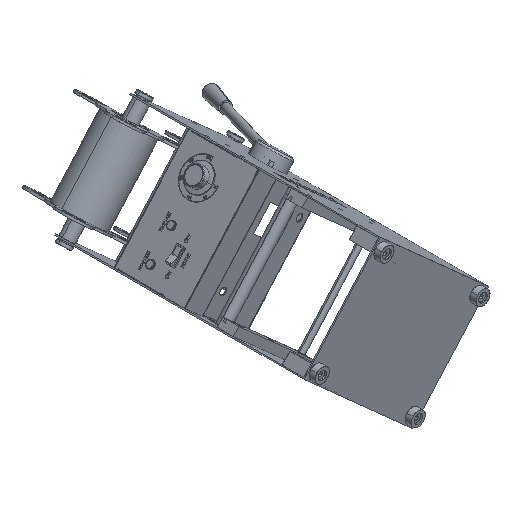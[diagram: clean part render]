
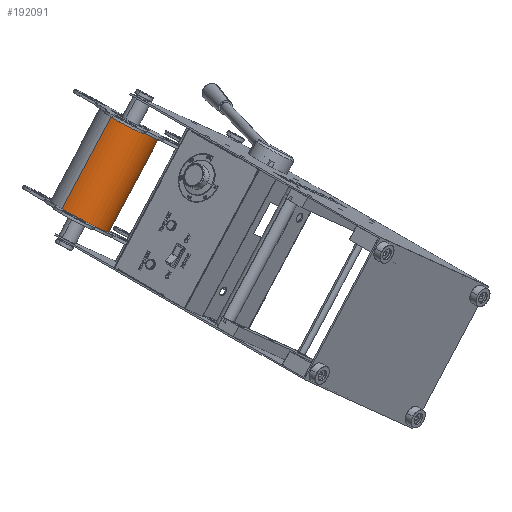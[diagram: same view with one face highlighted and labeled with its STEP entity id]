
A CAD part, isometric view. The second image highlights one B-rep face of the part: STEP entity #192091.
In plain terms, the highlighted free-form (B-spline) face has degree [2, 1] with [5, 2] control points.
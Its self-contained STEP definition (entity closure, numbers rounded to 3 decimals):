
#192091 = ADVANCED_FACE('',(#192092),#192128,.T.);
#192092 = FACE_BOUND('',#192093,.T.);
#192093 = EDGE_LOOP('',(#192094,#192106,#192113,#192123));
#192094 = ORIENTED_EDGE('',*,*,#192095,.F.);
#192095 = EDGE_CURVE('',#192096,#192098,#192100,.T.);
#192096 = VERTEX_POINT('',#192097);
#192097 = CARTESIAN_POINT('',(-27.085,316.165,
    120.709));
#192098 = VERTEX_POINT('',#192099);
#192099 = CARTESIAN_POINT('',(-103.639,316.165,
    188.977));
#192100 = ( BOUNDED_CURVE() B_SPLINE_CURVE(2,(#192101,#192102,#192103,
#192104,#192105),.UNSPECIFIED.,.F.,.F.) B_SPLINE_CURVE_WITH_KNOTS((3,2,3
    ),(0.,1.571,3.142),
.PIECEWISE_BEZIER_KNOTS.) CURVE() GEOMETRIC_REPRESENTATION_ITEM() 
RATIONAL_B_SPLINE_CURVE((1.,0.707,1.,0.707,1.)) 
REPRESENTATION_ITEM('') );
#192101 = CARTESIAN_POINT('',(-27.085,316.165,
    120.709));
#192102 = CARTESIAN_POINT('',(-27.085,264.879,
    120.709));
#192103 = CARTESIAN_POINT('',(-65.362,264.879,
    154.843));
#192104 = CARTESIAN_POINT('',(-103.639,264.879,
    188.977));
#192105 = CARTESIAN_POINT('',(-103.639,316.165,
    188.977));
#192106 = ORIENTED_EDGE('',*,*,#192107,.F.);
#192107 = EDGE_CURVE('',#192108,#192096,#192110,.T.);
#192108 = VERTEX_POINT('',#192109);
#192109 = CARTESIAN_POINT('',(-136.642,316.165,
    -2.145));
#192110 = B_SPLINE_CURVE_WITH_KNOTS('',1,(#192111,#192112),
  .UNSPECIFIED.,.F.,.F.,(2,2),(0.,134.),.PIECEWISE_BEZIER_KNOTS.);
#192111 = CARTESIAN_POINT('',(-136.642,316.165,
    -2.145));
#192112 = CARTESIAN_POINT('',(-27.085,316.165,
    120.709));
#192113 = ORIENTED_EDGE('',*,*,#192114,.F.);
#192114 = EDGE_CURVE('',#192115,#192108,#192117,.T.);
#192115 = VERTEX_POINT('',#192116);
#192116 = CARTESIAN_POINT('',(-213.196,316.165,
    66.123));
#192117 = ( BOUNDED_CURVE() B_SPLINE_CURVE(2,(#192118,#192119,#192120,
#192121,#192122),.UNSPECIFIED.,.F.,.F.) B_SPLINE_CURVE_WITH_KNOTS((3,2,3
    ),(3.142,4.712,6.283),
.PIECEWISE_BEZIER_KNOTS.) CURVE() GEOMETRIC_REPRESENTATION_ITEM() 
RATIONAL_B_SPLINE_CURVE((1.,0.707,1.,0.707,1.)) 
REPRESENTATION_ITEM('') );
#192118 = CARTESIAN_POINT('',(-213.196,316.165,
    66.123));
#192119 = CARTESIAN_POINT('',(-213.196,264.879,
    66.123));
#192120 = CARTESIAN_POINT('',(-174.919,264.879,
    31.989));
#192121 = CARTESIAN_POINT('',(-136.642,264.879,
    -2.145));
#192122 = CARTESIAN_POINT('',(-136.642,316.165,
    -2.145));
#192123 = ORIENTED_EDGE('',*,*,#192124,.F.);
#192124 = EDGE_CURVE('',#192098,#192115,#192125,.T.);
#192125 = B_SPLINE_CURVE_WITH_KNOTS('',1,(#192126,#192127),
  .UNSPECIFIED.,.F.,.F.,(2,2),(0.,134.),.PIECEWISE_BEZIER_KNOTS.);
#192126 = CARTESIAN_POINT('',(-103.639,316.165,
    188.977));
#192127 = CARTESIAN_POINT('',(-213.196,316.165,
    66.123));
#192128 = ( BOUNDED_SURFACE() B_SPLINE_SURFACE(2,1,(
    (#192129,#192130)
    ,(#192131,#192132)
    ,(#192133,#192134)
    ,(#192135,#192136)
    ,(#192137,#192138
)),.UNSPECIFIED.,.F.,.F.,.F.) B_SPLINE_SURFACE_WITH_KNOTS((3,2,3),(2,2),
  (0.,1.571,3.142),(0.,134.),.PIECEWISE_BEZIER_KNOTS.) 
GEOMETRIC_REPRESENTATION_ITEM() RATIONAL_B_SPLINE_SURFACE((
    (1.,1.)
    ,(0.707,0.707)
    ,(1.,1.)
    ,(0.707,0.707)
,(1.,1.))) REPRESENTATION_ITEM('') SURFACE() );
#192129 = CARTESIAN_POINT('',(-136.642,316.165,
    -2.145));
#192130 = CARTESIAN_POINT('',(-27.085,316.165,
    120.709));
#192131 = CARTESIAN_POINT('',(-136.642,264.879,
    -2.145));
#192132 = CARTESIAN_POINT('',(-27.085,264.879,
    120.709));
#192133 = CARTESIAN_POINT('',(-174.919,264.879,
    31.989));
#192134 = CARTESIAN_POINT('',(-65.362,264.879,
    154.843));
#192135 = CARTESIAN_POINT('',(-213.196,264.879,
    66.123));
#192136 = CARTESIAN_POINT('',(-103.639,264.879,
    188.977));
#192137 = CARTESIAN_POINT('',(-213.196,316.165,
    66.123));
#192138 = CARTESIAN_POINT('',(-103.639,316.165,
    188.977));
